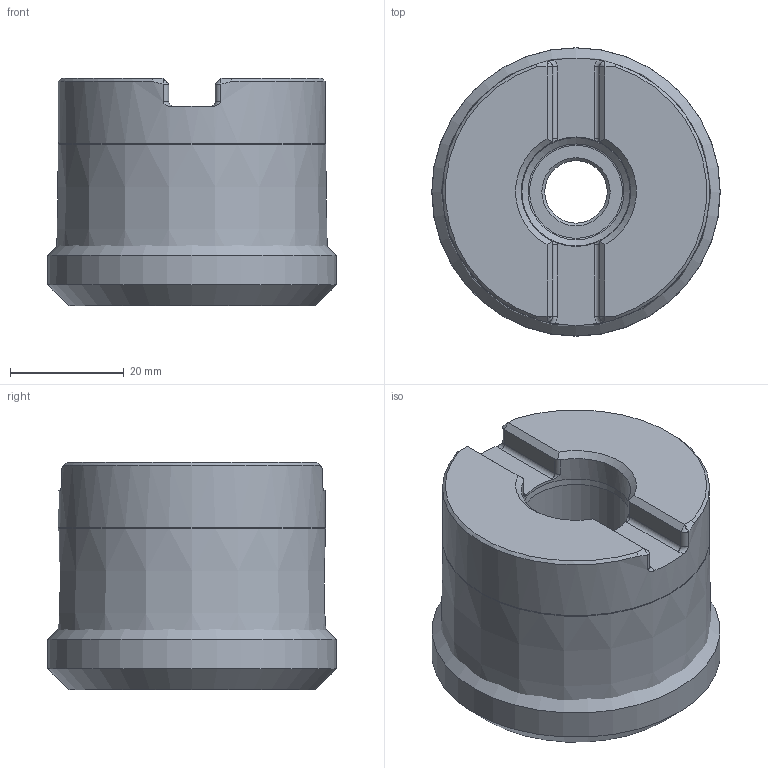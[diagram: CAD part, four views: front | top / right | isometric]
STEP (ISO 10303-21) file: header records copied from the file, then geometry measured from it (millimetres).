
FILE_DESCRIPTION(/* description */ (''),/* implementation_level */ '2;1');
FILE_NAME(/* name */ '200A04R_IS45OD05_C_115010546ndi000_00_SIM.stp',/* time_stamp */ '2019-12-13T07:46:11+01:00',/* author */ (''),/* organization */ (''),/* preprocessor_version */ 'ST-DEVELOPER v16.7',/* originating_system */ 'SIEMENS PLM Software NX 12.0',/* authorisation */ '');
FILE_SCHEMA (('AUTOMOTIVE_DESIGN { 1 0 10303 214 3 1 1 1 }'));
Length unit declared in the file: millimetre
Products named in the file (1): wq700FE406D3fpg4
Bounding box: 50.74 x 50.74 x 39.97 mm (x, y, z)
Volume: 72174.4 mm3; surface area: 15770.3 mm2
Topology: 2 solids, 2 shells, 85 faces, 200 edges, 115 vertices
Faces by surface type: cylinder 27, plane 20, cone 15, torus 15, revolution 8
Full cylindrical faces by diameter (mm): 11 x1, 16 x1, 19.056 x1, 19.25 x1, 47 x1
Entity records: 2435 total; most frequent: CARTESIAN_POINT 606, DIRECTION 384, ORIENTED_EDGE 328, EDGE_CURVE 164, AXIS2_PLACEMENT_3D 162, EDGE_LOOP 116, VERTEX_POINT 110, ADVANCED_FACE 85
